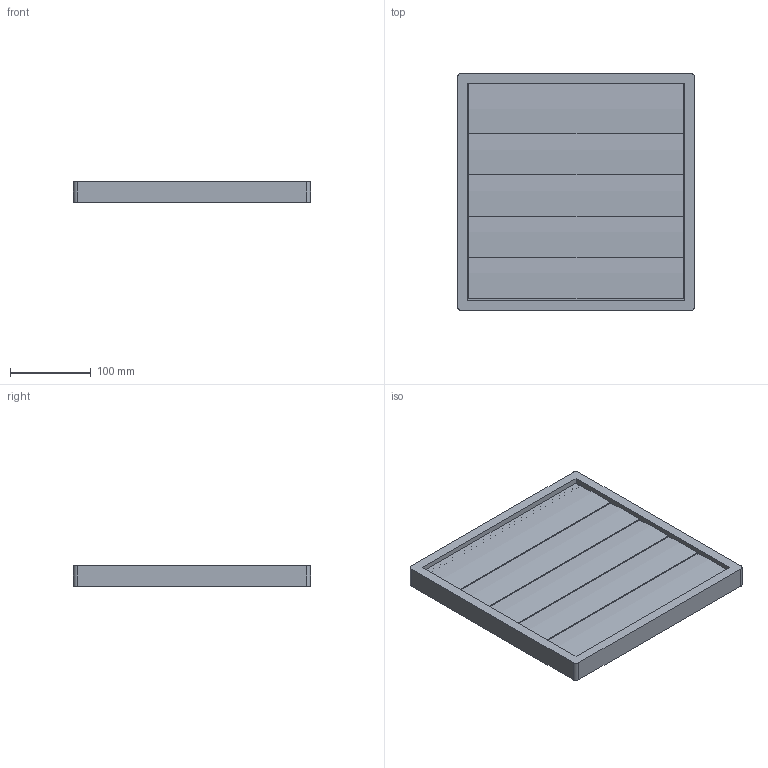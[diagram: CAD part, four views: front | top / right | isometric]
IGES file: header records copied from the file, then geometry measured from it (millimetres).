
Global section: file name: AS 25 Ex; native system: AutoCAD 2022 - Deutsch (German); preprocessor: Autodesk Translation Framework DWG producer (atf_dwg_producer); organization: unknown; date: 20230913.085634; units: millimetre
Bounding box: 294 x 294 x 26 mm (x, y, z)
Volume: 297201.3 mm3; surface area: 376801.5 mm2
Topology: 16 solids, 16 shells, 232 faces, 558 edges, 372 vertices
Faces by surface type: bspline 232
